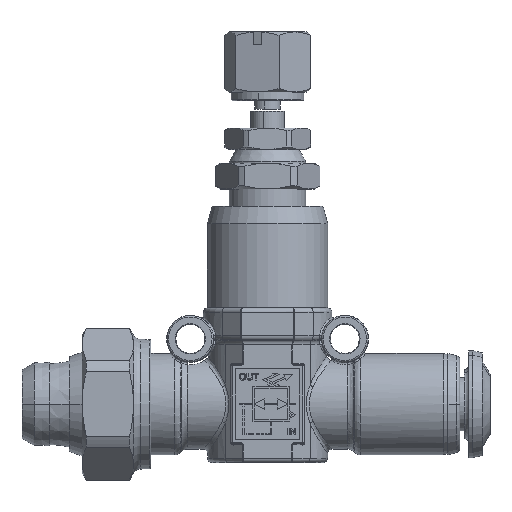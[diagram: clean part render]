
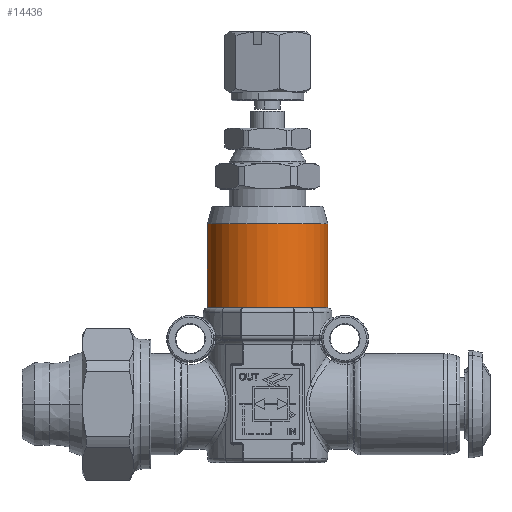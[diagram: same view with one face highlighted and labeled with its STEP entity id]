
A CAD part, top view. The second image highlights one B-rep face of the part: STEP entity #14436.
In plain terms, the highlighted cylindrical face has radius 7 mm (diameter 14 mm), a partial arc.
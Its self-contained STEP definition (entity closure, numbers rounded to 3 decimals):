
#3 = VECTOR ( 'NONE', #28530, 1000. ) ;
#1106 = FACE_OUTER_BOUND ( 'NONE', #14319, .T. ) ;
#2319 = ORIENTED_EDGE ( 'NONE', *, *, #5086, .F. ) ;
#2435 = CARTESIAN_POINT ( 'NONE',  ( 7., 20.997, 0. ) ) ;
#3151 = ORIENTED_EDGE ( 'NONE', *, *, #7652, .T. ) ;
#3777 = CARTESIAN_POINT ( 'NONE',  ( -7., -1.05, 0. ) ) ;
#4683 = AXIS2_PLACEMENT_3D ( 'NONE', #13067, #31019, #15641 ) ;
#4755 = CYLINDRICAL_SURFACE ( 'NONE', #17068, 7. ) ;
#5086 = EDGE_CURVE ( 'NONE', #26311, #16224, #13671, .T. ) ;
#5632 = CARTESIAN_POINT ( 'NONE',  ( -7., 11.3, 0. ) ) ;
#6400 = DIRECTION ( 'NONE',  ( 0., -1., 0. ) ) ;
#6751 = CIRCLE ( 'NONE', #4683, 7. ) ;
#7652 = EDGE_CURVE ( 'NONE', #26311, #12188, #19178, .T. ) ;
#11703 = AXIS2_PLACEMENT_3D ( 'NONE', #24414, #24312, #24201 ) ;
#11792 = CARTESIAN_POINT ( 'NONE',  ( 0., -1.05, 0. ) ) ;
#12188 = VERTEX_POINT ( 'NONE', #27575 ) ;
#12968 = CARTESIAN_POINT ( 'NONE',  ( 7., 11.3, 0. ) ) ;
#13067 = CARTESIAN_POINT ( 'NONE',  ( 0., 11.3, 0. ) ) ;
#13671 = LINE ( 'NONE', #22608, #3 ) ;
#14319 = EDGE_LOOP ( 'NONE', ( #2319, #3151, #16766, #17566 ) ) ;
#14436 = ADVANCED_FACE ( 'NONE', ( #1106 ), #4755, .T. ) ;
#15641 = DIRECTION ( 'NONE',  ( -1., 0., 0. ) ) ;
#16224 = VERTEX_POINT ( 'NONE', #12968 ) ;
#16766 = ORIENTED_EDGE ( 'NONE', *, *, #19451, .T. ) ;
#17068 = AXIS2_PLACEMENT_3D ( 'NONE', #11792, #29570, #24707 ) ;
#17566 = ORIENTED_EDGE ( 'NONE', *, *, #28243, .F. ) ;
#19178 = CIRCLE ( 'NONE', #11703, 7. ) ;
#19451 = EDGE_CURVE ( 'NONE', #12188, #30482, #24779, .T. ) ;
#22608 = CARTESIAN_POINT ( 'NONE',  ( 7., -1.05, 0. ) ) ;
#24201 = DIRECTION ( 'NONE',  ( -1., 0., 0. ) ) ;
#24312 = DIRECTION ( 'NONE',  ( 0., -1., 0. ) ) ;
#24414 = CARTESIAN_POINT ( 'NONE',  ( 0., 20.997, 0. ) ) ;
#24707 = DIRECTION ( 'NONE',  ( -1., 0., 0. ) ) ;
#24779 = LINE ( 'NONE', #3777, #30750 ) ;
#26311 = VERTEX_POINT ( 'NONE', #2435 ) ;
#27575 = CARTESIAN_POINT ( 'NONE',  ( -7., 20.997, 0. ) ) ;
#28243 = EDGE_CURVE ( 'NONE', #16224, #30482, #6751, .T. ) ;
#28530 = DIRECTION ( 'NONE',  ( 0., -1., 0. ) ) ;
#29570 = DIRECTION ( 'NONE',  ( 0., -1., 0. ) ) ;
#30482 = VERTEX_POINT ( 'NONE', #5632 ) ;
#30750 = VECTOR ( 'NONE', #6400, 1000. ) ;
#31019 = DIRECTION ( 'NONE',  ( 0., -1., 0. ) ) ;
